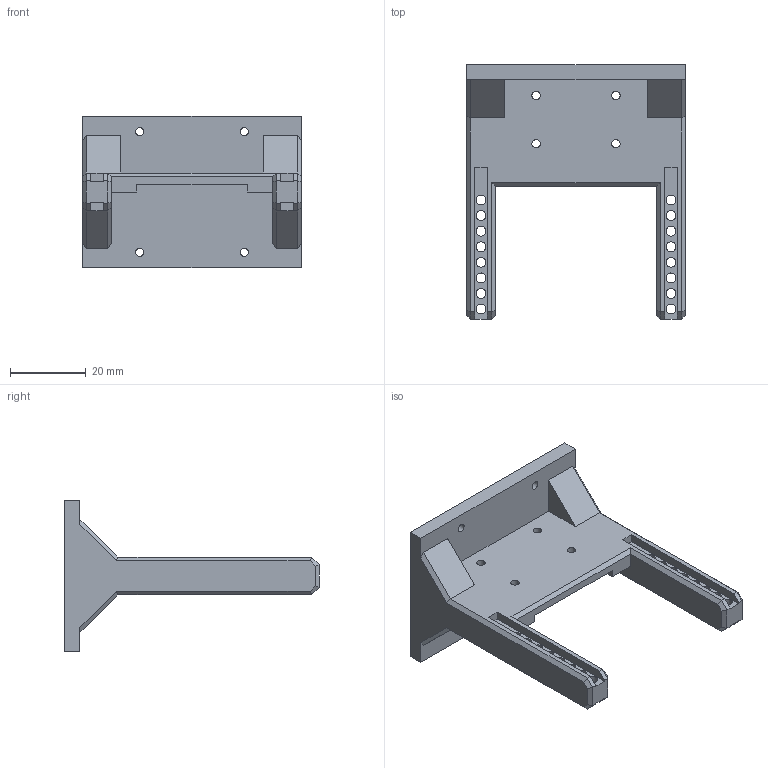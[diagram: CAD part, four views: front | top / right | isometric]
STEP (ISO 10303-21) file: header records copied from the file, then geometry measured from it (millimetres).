
FILE_DESCRIPTION(/* description */ (''),/* implementation_level */ '2;1');
FILE_NAME(/* name */ 'CameraMount.step',/* time_stamp */ '2023-05-19T14:18:04+02:00',/* author */ (''),/* organization */ (''),/* preprocessor_version */ 'ST-DEVELOPER v19.2',/* originating_system */ 'Autodesk Translation Framework v12.4.0.73',/* authorisation */ '');
FILE_SCHEMA (('AUTOMOTIVE_DESIGN { 1 0 10303 214 3 1 1 }'));
Length unit declared in the file: millimetre
Products named in the file (1): CameraMount
Bounding box: 57.6 x 67 x 40 mm (x, y, z)
Volume: 22796.7 mm3; surface area: 13256 mm2
Topology: 1 solids, 1 shells, 101 faces, 273 edges, 174 vertices
Faces by surface type: plane 77, cylinder 24
Full cylindrical faces by diameter (mm): 2.2 x8, 2.6 x16
Entity records: 3252 total; most frequent: CARTESIAN_POINT 549, ORIENTED_EDGE 546, DIRECTION 525, EDGE_CURVE 273, LINE 225, VECTOR 225, VERTEX_POINT 174, AXIS2_PLACEMENT_3D 150
